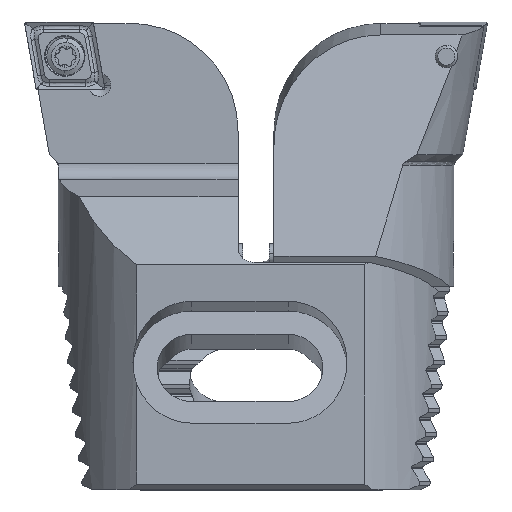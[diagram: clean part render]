
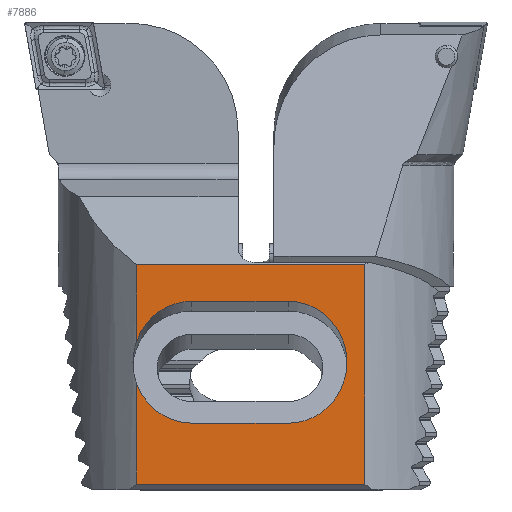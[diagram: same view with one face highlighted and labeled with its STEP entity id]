
A CAD part, top view. The second image highlights one B-rep face of the part: STEP entity #7886.
In plain terms, the highlighted planar face has unit normal (0, 0, 1).
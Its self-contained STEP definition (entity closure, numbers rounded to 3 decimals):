
#102 = VERTEX_POINT ( 'NONE', #6152 ) ;
#239 = CARTESIAN_POINT ( 'NONE',  ( 84., -86.45, 29. ) ) ;
#404 = CARTESIAN_POINT ( 'NONE',  ( 20.919, -59.748, 29. ) ) ;
#427 = CARTESIAN_POINT ( 'NONE',  ( 22.56, -55.104, 29. ) ) ;
#456 = DIRECTION ( 'NONE',  ( -1., 0., 0. ) ) ;
#485 = CARTESIAN_POINT ( 'NONE',  ( 63.581, 0.932, 29. ) ) ;
#696 = CARTESIAN_POINT ( 'NONE',  ( 20.919, -45.45, 29. ) ) ;
#714 = DIRECTION ( 'NONE',  ( 0., 1., 0. ) ) ;
#819 = CARTESIAN_POINT ( 'NONE',  ( 63.581, -45.45, 29. ) ) ;
#873 = VERTEX_POINT ( 'NONE', #2338 ) ;
#981 =( BOUNDED_CURVE ( )  B_SPLINE_CURVE ( 3, ( #7740, #1641, #7357, #6858 ),
 .UNSPECIFIED., .F., .T. ) 
 B_SPLINE_CURVE_WITH_KNOTS ( ( 4, 4 ),
 ( 0., 1.22 ),
 .UNSPECIFIED. ) 
 CURVE ( )  GEOMETRIC_REPRESENTATION_ITEM ( )  RATIONAL_B_SPLINE_CURVE ( ( 1., 0.88, 0.88, 1. ) ) 
 REPRESENTATION_ITEM ( '' )  );
#1103 = VERTEX_POINT ( 'NONE', #5351 ) ;
#1166 = VECTOR ( 'NONE', #456, 1000. ) ;
#1321 = CARTESIAN_POINT ( 'NONE',  ( 20.919, -86.45, 29. ) ) ;
#1448 = DIRECTION ( 'NONE',  ( -1., 0., 0. ) ) ;
#1531 = ORIENTED_EDGE ( 'NONE', *, *, #2419, .T. ) ;
#1641 = CARTESIAN_POINT ( 'NONE',  ( 26.474, -75.048, 29. ) ) ;
#1781 = ORIENTED_EDGE ( 'NONE', *, *, #3552, .T. ) ;
#1813 = VERTEX_POINT ( 'NONE', #1321 ) ;
#1859 = CARTESIAN_POINT ( 'NONE',  ( 84., -52.271, 29. ) ) ;
#1938 = EDGE_CURVE ( 'NONE', #3159, #5202, #6423, .T. ) ;
#1952 = CARTESIAN_POINT ( 'NONE',  ( 84., -75.048, 29. ) ) ;
#1997 = DIRECTION ( 'NONE',  ( 1., 0., 0. ) ) ;
#2096 = EDGE_CURVE ( 'NONE', #1103, #873, #2267, .T. ) ;
#2105 =( BOUNDED_CURVE ( )  B_SPLINE_CURVE ( 3, ( #4691, #3227, #2633, #2517 ),
 .UNSPECIFIED., .F., .F. ) 
 B_SPLINE_CURVE_WITH_KNOTS ( ( 4, 4 ),
 ( 3.142, 6.283 ),
 .UNSPECIFIED. ) 
 CURVE ( )  GEOMETRIC_REPRESENTATION_ITEM ( )  RATIONAL_B_SPLINE_CURVE ( ( 1., 0.333, 0.333, 1. ) ) 
 REPRESENTATION_ITEM ( '' )  );
#2205 = CARTESIAN_POINT ( 'NONE',  ( 84., -86.45, 29. ) ) ;
#2267 = LINE ( 'NONE', #1952, #3884 ) ;
#2318 = EDGE_CURVE ( 'NONE', #873, #2682, #981, .T. ) ;
#2338 = CARTESIAN_POINT ( 'NONE',  ( 31.25, -75.048, 29. ) ) ;
#2380 = CARTESIAN_POINT ( 'NONE',  ( 63.581, -86.45, 29. ) ) ;
#2419 = EDGE_CURVE ( 'NONE', #2682, #1813, #3778, .T. ) ;
#2448 = LINE ( 'NONE', #239, #1166 ) ;
#2517 = CARTESIAN_POINT ( 'NONE',  ( 49.25, -75.048, 29. ) ) ;
#2532 = LINE ( 'NONE', #485, #3978 ) ;
#2611 = EDGE_CURVE ( 'NONE', #3818, #1813, #2448, .T. ) ;
#2633 = CARTESIAN_POINT ( 'NONE',  ( 71.25, -75.048, 29. ) ) ;
#2682 = VERTEX_POINT ( 'NONE', #6336 ) ;
#2795 = FACE_OUTER_BOUND ( 'NONE', #7544, .T. ) ;
#2814 = DIRECTION ( 'NONE',  ( 0., 0., -1. ) ) ;
#2916 = EDGE_CURVE ( 'NONE', #3818, #3159, #2532, .T. ) ;
#3159 = VERTEX_POINT ( 'NONE', #819 ) ;
#3179 = EDGE_CURVE ( 'NONE', #5202, #102, #6880, .T. ) ;
#3227 = CARTESIAN_POINT ( 'NONE',  ( 71.25, -52.271, 29. ) ) ;
#3273 = ORIENTED_EDGE ( 'NONE', *, *, #2916, .T. ) ;
#3363 = AXIS2_PLACEMENT_3D ( 'NONE', #2205, #2814, #7021 ) ;
#3552 = EDGE_CURVE ( 'NONE', #102, #4073, #6703, .T. ) ;
#3778 = LINE ( 'NONE', #7397, #6780 ) ;
#3818 = VERTEX_POINT ( 'NONE', #2380 ) ;
#3884 = VECTOR ( 'NONE', #1448, 1000. ) ;
#3978 = VECTOR ( 'NONE', #714, 1000. ) ;
#4006 = EDGE_CURVE ( 'NONE', #4073, #5056, #4724, .T. ) ;
#4073 = VERTEX_POINT ( 'NONE', #4426 ) ;
#4113 = EDGE_CURVE ( 'NONE', #5056, #1103, #2105, .T. ) ;
#4426 = CARTESIAN_POINT ( 'NONE',  ( 31.25, -52.271, 29. ) ) ;
#4691 = CARTESIAN_POINT ( 'NONE',  ( 49.25, -52.271, 29. ) ) ;
#4696 = ORIENTED_EDGE ( 'NONE', *, *, #3179, .T. ) ;
#4724 = LINE ( 'NONE', #1859, #6306 ) ;
#4838 = VECTOR ( 'NONE', #5752, 1000. ) ;
#5049 = ORIENTED_EDGE ( 'NONE', *, *, #2318, .T. ) ;
#5056 = VERTEX_POINT ( 'NONE', #7755 ) ;
#5202 = VERTEX_POINT ( 'NONE', #696 ) ;
#5351 = CARTESIAN_POINT ( 'NONE',  ( 49.25, -75.048, 29. ) ) ;
#5443 = CARTESIAN_POINT ( 'NONE',  ( 20.919, 0.932, 29. ) ) ;
#5752 = DIRECTION ( 'NONE',  ( -1., 0., 0. ) ) ;
#6032 = CARTESIAN_POINT ( 'NONE',  ( 84., -45.45, 29. ) ) ;
#6098 = ORIENTED_EDGE ( 'NONE', *, *, #4006, .T. ) ;
#6152 = CARTESIAN_POINT ( 'NONE',  ( 20.919, -59.748, 29. ) ) ;
#6306 = VECTOR ( 'NONE', #1997, 1000. ) ;
#6336 = CARTESIAN_POINT ( 'NONE',  ( 20.919, -67.571, 29. ) ) ;
#6417 = PLANE ( 'NONE',  #3363 ) ;
#6423 = LINE ( 'NONE', #6032, #4838 ) ;
#6653 = ORIENTED_EDGE ( 'NONE', *, *, #2611, .F. ) ;
#6660 = DIRECTION ( 'NONE',  ( 0., -1., 0. ) ) ;
#6703 =( BOUNDED_CURVE ( )  B_SPLINE_CURVE ( 3, ( #404, #427, #7839, #7274 ),
 .UNSPECIFIED., .F., .F. ) 
 B_SPLINE_CURVE_WITH_KNOTS ( ( 4, 4 ),
 ( 1.921, 3.142 ),
 .UNSPECIFIED. ) 
 CURVE ( )  GEOMETRIC_REPRESENTATION_ITEM ( )  RATIONAL_B_SPLINE_CURVE ( ( 1., 0.88, 0.88, 1. ) ) 
 REPRESENTATION_ITEM ( '' )  );
#6780 = VECTOR ( 'NONE', #7410, 1000. ) ;
#6858 = CARTESIAN_POINT ( 'NONE',  ( 20.919, -67.571, 29. ) ) ;
#6880 = LINE ( 'NONE', #5443, #7064 ) ;
#7009 = ORIENTED_EDGE ( 'NONE', *, *, #2096, .T. ) ;
#7021 = DIRECTION ( 'NONE',  ( -1., 0., 0. ) ) ;
#7064 = VECTOR ( 'NONE', #6660, 1000. ) ;
#7274 = CARTESIAN_POINT ( 'NONE',  ( 31.25, -52.271, 29. ) ) ;
#7286 = ORIENTED_EDGE ( 'NONE', *, *, #1938, .T. ) ;
#7357 = CARTESIAN_POINT ( 'NONE',  ( 22.56, -72.215, 29. ) ) ;
#7397 = CARTESIAN_POINT ( 'NONE',  ( 20.919, 0.932, 29. ) ) ;
#7410 = DIRECTION ( 'NONE',  ( 0., -1., 0. ) ) ;
#7473 = ORIENTED_EDGE ( 'NONE', *, *, #4113, .T. ) ;
#7544 = EDGE_LOOP ( 'NONE', ( #7009, #5049, #1531, #6653, #3273, #7286, #4696, #1781, #6098, #7473 ) ) ;
#7740 = CARTESIAN_POINT ( 'NONE',  ( 31.25, -75.048, 29. ) ) ;
#7755 = CARTESIAN_POINT ( 'NONE',  ( 49.25, -52.271, 29. ) ) ;
#7839 = CARTESIAN_POINT ( 'NONE',  ( 26.474, -52.271, 29. ) ) ;
#7886 = ADVANCED_FACE ( 'NONE', ( #2795 ), #6417, .F. ) ;
